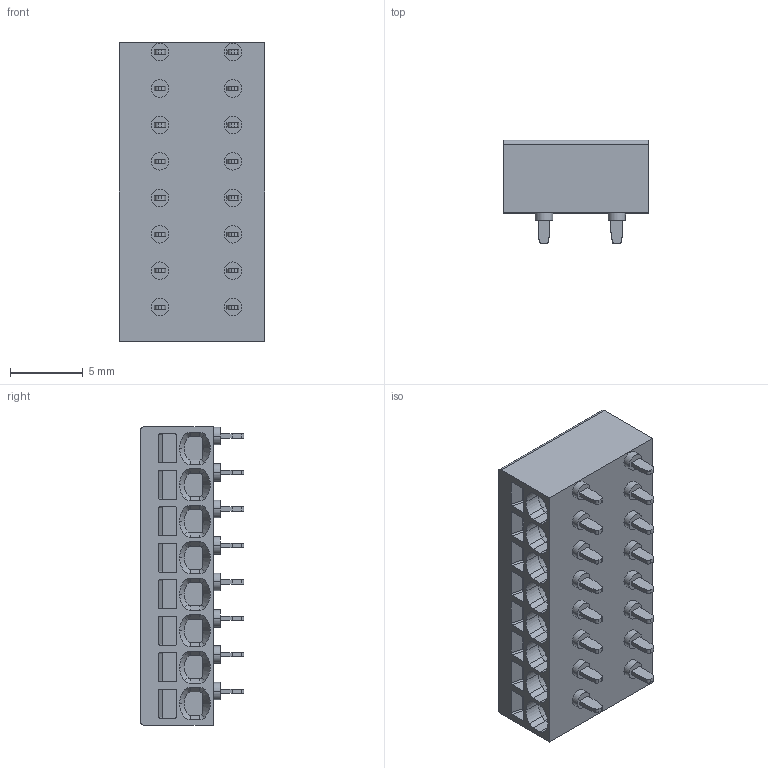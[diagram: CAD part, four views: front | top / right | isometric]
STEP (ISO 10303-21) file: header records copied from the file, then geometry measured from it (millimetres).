
FILE_DESCRIPTION(('SolidDesigner STEP Export'),'2;1');
FILE_NAME('ptsm_0.5-8-2.5-h.stp','2009-03-25T 8:33:40',(''),(''),'CoCreate Modeling STEP processor for AP214 (Solid Model)','CoCreate Modeling 16.00A 16-Aug-2008 (C) Parametric Technology GmbH','');
FILE_SCHEMA(('AUTOMOTIVE_DESIGN { 1 0 10303 214 1 1 1 1 }'));
Length unit declared in the file: millimetre
Products named in the file (2): ptsm_0.5-8-2.5-h
Assembly tree (1 placements, depth 2):
  ptsm_0.5-8-2.5-h
    ptsm_0.5-8-2.5-h
Bounding box: 10 x 7.1 x 20.5 mm (x, y, z)
Volume: 954.1 mm3; surface area: 976.1 mm2
Topology: 1 solids, 1 shells, 624 faces, 1530 edges, 964 vertices
Faces by surface type: plane 286, cylinder 274, cone 64
Entity records: 23317 total; most frequent: CARTESIAN_POINT 3622, ORIENTED_EDGE 3060, DIRECTION 3054, EDGE_CURVE 1530, AXIS2_PLACEMENT_3D 1036, VECTOR 982, LINE 982, VERTEX_POINT 964
